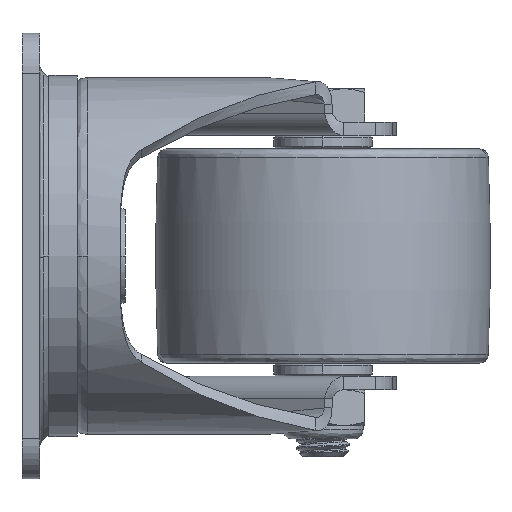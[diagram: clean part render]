
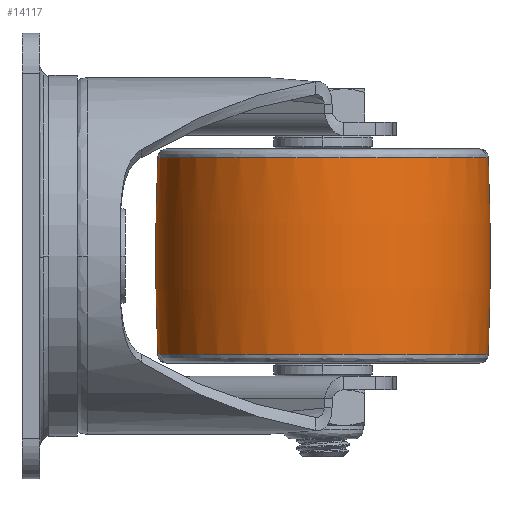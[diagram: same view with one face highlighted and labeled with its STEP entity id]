
A CAD part, left-side view. The second image highlights one B-rep face of the part: STEP entity #14117.
In plain terms, the highlighted toroidal (fillet/blend) face has major radius 538.75 mm and minor radius 576.25 mm.
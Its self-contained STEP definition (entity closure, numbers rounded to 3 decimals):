
#187 = ORIENTED_EDGE ( 'NONE', *, *, #15463, .F. ) ;
#333 = CARTESIAN_POINT ( 'NONE',  ( 17.5, -594.05, 0. ) ) ;
#1864 = CARTESIAN_POINT ( 'NONE',  ( 17.5, 483.45, 0. ) ) ;
#4986 = AXIS2_PLACEMENT_3D ( 'NONE', #1864, #35729, #26571 ) ;
#5394 = VERTEX_POINT ( 'NONE', #19532 ) ;
#5605 = EDGE_CURVE ( 'NONE', #5394, #20891, #18053, .T. ) ;
#5893 = DIRECTION ( 'NONE',  ( 0.063, 0.998, 0. ) ) ;
#6349 = AXIS2_PLACEMENT_3D ( 'NONE', #17626, #20003, #17271 ) ;
#6780 = DIRECTION ( 'NONE',  ( 0., -1., 0. ) ) ;
#7200 = ORIENTED_EDGE ( 'NONE', *, *, #21767, .T. ) ;
#8185 = CARTESIAN_POINT ( 'NONE',  ( 17.5, -55.3, 22.077 ) ) ;
#8217 = ORIENTED_EDGE ( 'NONE', *, *, #5605, .T. ) ;
#8871 = CARTESIAN_POINT ( 'NONE',  ( 17.5, -55.3, -22.077 ) ) ;
#9361 = ORIENTED_EDGE ( 'NONE', *, *, #12127, .T. ) ;
#10651 = ORIENTED_EDGE ( 'NONE', *, *, #34257, .T. ) ;
#11499 = DIRECTION ( 'NONE',  ( 1., 0., 0. ) ) ;
#11776 = CIRCLE ( 'NONE', #12438, 37.077 ) ;
#12127 = EDGE_CURVE ( 'NONE', #17494, #5394, #34866, .T. ) ;
#12438 = AXIS2_PLACEMENT_3D ( 'NONE', #8185, #27580, #14394 ) ;
#13600 = CARTESIAN_POINT ( 'NONE',  ( 17.5, -55.3, 22.077 ) ) ;
#14117 = ADVANCED_FACE ( 'NONE', ( #28921 ), #35285, .T. ) ;
#14394 = DIRECTION ( 'NONE',  ( 0.063, 0.998, 0. ) ) ;
#15437 = CARTESIAN_POINT ( 'NONE',  ( 17.5, -92.377, 22.077 ) ) ;
#15463 = EDGE_CURVE ( 'NONE', #17494, #34972, #32997, .T. ) ;
#15690 = CARTESIAN_POINT ( 'NONE',  ( 17.5, -18.223, 22.077 ) ) ;
#15813 = AXIS2_PLACEMENT_3D ( 'NONE', #13600, #16540, #5893 ) ;
#16230 = EDGE_CURVE ( 'NONE', #20891, #21078, #26577, .T. ) ;
#16540 = DIRECTION ( 'NONE',  ( 0., 0., -1. ) ) ;
#17271 = DIRECTION ( 'NONE',  ( 0.063, 0.998, 0. ) ) ;
#17436 = VERTEX_POINT ( 'NONE', #28098 ) ;
#17494 = VERTEX_POINT ( 'NONE', #19517 ) ;
#17626 = CARTESIAN_POINT ( 'NONE',  ( 17.5, -55.3, -22.077 ) ) ;
#18053 = CIRCLE ( 'NONE', #6349, 37.077 ) ;
#18639 = EDGE_LOOP ( 'NONE', ( #187, #9361, #8217, #31309, #10651, #7200 ) ) ;
#18999 = AXIS2_PLACEMENT_3D ( 'NONE', #333, #11499, #33839 ) ;
#19517 = CARTESIAN_POINT ( 'NONE',  ( 17.5, -18.223, -22.077 ) ) ;
#19519 = AXIS2_PLACEMENT_3D ( 'NONE', #28568, #20679, #6780 ) ;
#19532 = CARTESIAN_POINT ( 'NONE',  ( 17.249, -18.224, -22.077 ) ) ;
#20003 = DIRECTION ( 'NONE',  ( 0., 0., 1. ) ) ;
#20039 = DIRECTION ( 'NONE',  ( 0., 0., 1. ) ) ;
#20679 = DIRECTION ( 'NONE',  ( 0., 0., 1. ) ) ;
#20891 = VERTEX_POINT ( 'NONE', #27905 ) ;
#21078 = VERTEX_POINT ( 'NONE', #15437 ) ;
#21767 = EDGE_CURVE ( 'NONE', #17436, #34972, #11776, .T. ) ;
#22605 = DIRECTION ( 'NONE',  ( 0.063, 0.998, 0. ) ) ;
#26571 = DIRECTION ( 'NONE',  ( 0., 0., 1. ) ) ;
#26577 = CIRCLE ( 'NONE', #4986, 576.25 ) ;
#27580 = DIRECTION ( 'NONE',  ( 0., 0., -1. ) ) ;
#27905 = CARTESIAN_POINT ( 'NONE',  ( 17.5, -92.377, -22.077 ) ) ;
#28098 = CARTESIAN_POINT ( 'NONE',  ( 17.323, -92.377, 22.077 ) ) ;
#28568 = CARTESIAN_POINT ( 'NONE',  ( 17.5, -55.3, 0. ) ) ;
#28921 = FACE_OUTER_BOUND ( 'NONE', #18639, .T. ) ;
#31309 = ORIENTED_EDGE ( 'NONE', *, *, #16230, .T. ) ;
#32997 = CIRCLE ( 'NONE', #18999, 576.25 ) ;
#33723 = AXIS2_PLACEMENT_3D ( 'NONE', #8871, #20039, #22605 ) ;
#33839 = DIRECTION ( 'NONE',  ( 0., 0., -1. ) ) ;
#34257 = EDGE_CURVE ( 'NONE', #21078, #17436, #34501, .T. ) ;
#34501 = CIRCLE ( 'NONE', #15813, 37.077 ) ;
#34866 = CIRCLE ( 'NONE', #33723, 37.077 ) ;
#34972 = VERTEX_POINT ( 'NONE', #15690 ) ;
#35285 = TOROIDAL_SURFACE ( 'NONE', #19519, -538.75, 576.25 ) ;
#35729 = DIRECTION ( 'NONE',  ( -1., 0., 0. ) ) ;
